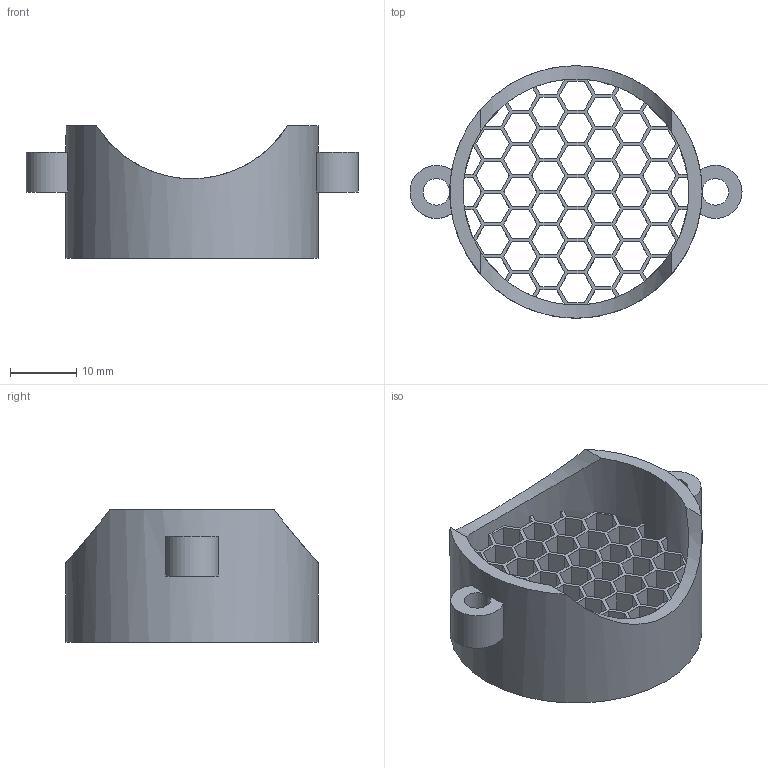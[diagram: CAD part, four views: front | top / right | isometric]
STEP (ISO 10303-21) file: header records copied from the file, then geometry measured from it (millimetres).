
FILE_DESCRIPTION(('FreeCAD Model'),'2;1');
FILE_NAME('Open CASCADE Shape Model','2024-10-13T14:42:03',(''),(''), 'Open CASCADE STEP processor 7.6','FreeCAD','Unknown');
FILE_SCHEMA(('AUTOMOTIVE_DESIGN { 1 0 10303 214 1 1 1 1 }'));
Length unit declared in the file: millimetre
Products named in the file (1): union001
Bounding box: 49.98 x 38 x 20 mm (x, y, z)
Volume: 5959.1 mm3; surface area: 11560.5 mm2
Topology: 1 solids, 1 shells, 313 faces, 1009 edges, 660 vertices
Faces by surface type: plane 303, cylinder 10
Full cylindrical faces by diameter (mm): 4 x1, 34 x1, 38 x1
Entity records: 11305 total; most frequent: CARTESIAN_POINT 2125, ORIENTED_EDGE 2018, DIRECTION 1725, EDGE_CURVE 1009, LINE 917, VECTOR 917, VERTEX_POINT 660, AXIS2_PLACEMENT_3D 404
